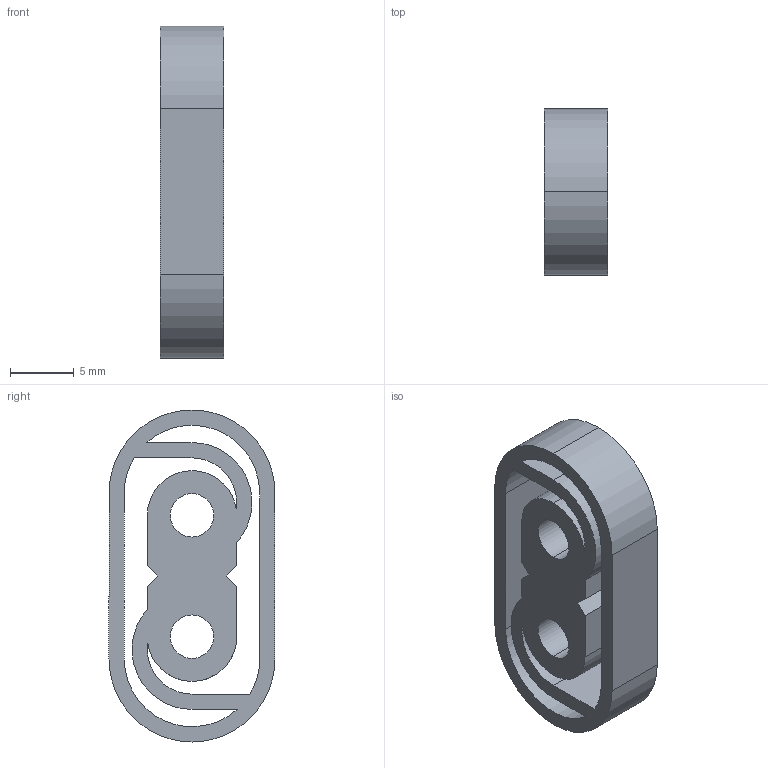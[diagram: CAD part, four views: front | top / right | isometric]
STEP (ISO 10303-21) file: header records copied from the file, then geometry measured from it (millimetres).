
FILE_DESCRIPTION (( 'STEP AP214' ), '1' );
FILE_NAME ('damper-left.STEP', '2025-08-02T21:34:00', ( '' ), ( '' ), 'SwSTEP 2.0', 'SolidWorks 2025', '' );
FILE_SCHEMA (( 'AUTOMOTIVE_DESIGN' ));
Length unit declared in the file: millimetre
Products named in the file (1): damper-left
Bounding box: 5 x 13 x 26 mm (x, y, z)
Volume: 911.5 mm3; surface area: 1525.1 mm2
Topology: 1 solids, 1 shells, 41 faces, 114 edges, 73 vertices
Faces by surface type: cylinder 19, plane 18, cone 4
Entity records: 1358 total; most frequent: DIRECTION 241, CARTESIAN_POINT 229, ORIENTED_EDGE 228, EDGE_CURVE 114, AXIS2_PLACEMENT_3D 85, VERTEX_POINT 73, VECTOR 71, LINE 71
